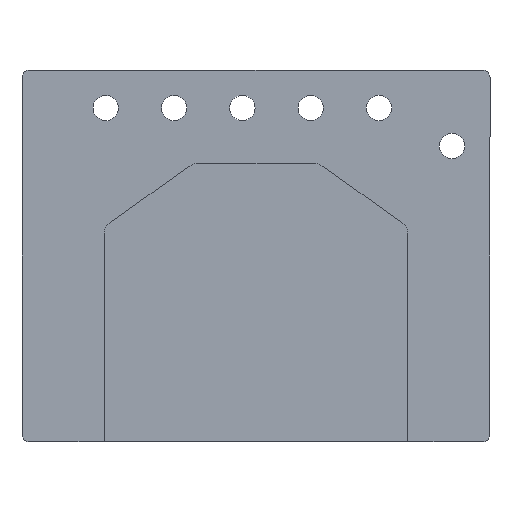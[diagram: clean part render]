
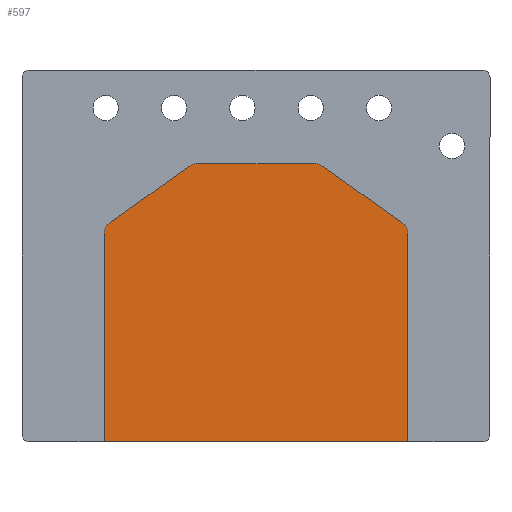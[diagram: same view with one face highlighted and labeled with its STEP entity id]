
A CAD part, front view. The second image highlights one B-rep face of the part: STEP entity #597.
In plain terms, the highlighted planar face has unit normal (0, -1, 0).
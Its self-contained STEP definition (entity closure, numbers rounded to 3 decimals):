
#46 = VERTEX_POINT ( 'NONE', #4069 ) ;
#281 = AXIS2_PLACEMENT_3D ( 'NONE', #7532, #5034, #3257 ) ;
#446 = DIRECTION ( 'NONE',  ( 0., 0., 1. ) ) ;
#499 = LINE ( 'NONE', #8223, #5004 ) ;
#597 = ADVANCED_FACE ( 'NONE', ( #2347 ), #9222, .F. ) ;
#678 = CIRCLE ( 'NONE', #4717, 0.5 ) ;
#801 = CARTESIAN_POINT ( 'NONE',  ( 5.791, -3.5, 1.3 ) ) ;
#1071 = ORIENTED_EDGE ( 'NONE', *, *, #6409, .T. ) ;
#1097 = VERTEX_POINT ( 'NONE', #10740 ) ;
#1151 = DIRECTION ( 'NONE',  ( -1., 0., 0. ) ) ;
#1204 = ORIENTED_EDGE ( 'NONE', *, *, #8757, .T. ) ;
#1210 = LINE ( 'NONE', #5627, #9295 ) ;
#1296 = AXIS2_PLACEMENT_3D ( 'NONE', #3080, #7414, #9841 ) ;
#1348 = ORIENTED_EDGE ( 'NONE', *, *, #4880, .T. ) ;
#1575 = DIRECTION ( 'NONE',  ( 0., 1., 0. ) ) ;
#1733 = CARTESIAN_POINT ( 'NONE',  ( -5.791, -3.5, 1.3 ) ) ;
#1824 = VECTOR ( 'NONE', #5845, 1000. ) ;
#2105 = ORIENTED_EDGE ( 'NONE', *, *, #4770, .T. ) ;
#2116 = EDGE_CURVE ( 'NONE', #9359, #8447, #678, .T. ) ;
#2347 = FACE_OUTER_BOUND ( 'NONE', #6885, .T. ) ;
#2502 = CARTESIAN_POINT ( 'NONE',  ( -6., -3.5, 1.15 ) ) ;
#2622 = VECTOR ( 'NONE', #3551, 1000. ) ;
#2650 = CARTESIAN_POINT ( 'NONE',  ( -6., -3.5, -7.35 ) ) ;
#3029 = ORIENTED_EDGE ( 'NONE', *, *, #5029, .T. ) ;
#3080 = CARTESIAN_POINT ( 'NONE',  ( -2.34, -3.5, 3.15 ) ) ;
#3257 = DIRECTION ( 'NONE',  ( 0., 0., 1. ) ) ;
#3551 = DIRECTION ( 'NONE',  ( 1., 0., 0. ) ) ;
#3693 = CARTESIAN_POINT ( 'NONE',  ( -2.5, -3.5, 3.65 ) ) ;
#3797 = LINE ( 'NONE', #3693, #9785 ) ;
#3920 = CARTESIAN_POINT ( 'NONE',  ( 2.63, -3.5, 3.557 ) ) ;
#3980 = DIRECTION ( 'NONE',  ( -0.814, 0., -0.581 ) ) ;
#4069 = CARTESIAN_POINT ( 'NONE',  ( -2.34, -3.5, 3.65 ) ) ;
#4173 = DIRECTION ( 'NONE',  ( 0., 0., 1. ) ) ;
#4232 = LINE ( 'NONE', #2502, #1824 ) ;
#4288 = VECTOR ( 'NONE', #3980, 1000. ) ;
#4525 = VERTEX_POINT ( 'NONE', #9475 ) ;
#4650 = CIRCLE ( 'NONE', #1296, 0.5 ) ;
#4717 = AXIS2_PLACEMENT_3D ( 'NONE', #6395, #5387, #9762 ) ;
#4770 = EDGE_CURVE ( 'NONE', #4525, #9359, #6546, .T. ) ;
#4880 = EDGE_CURVE ( 'NONE', #6103, #9678, #9243, .T. ) ;
#5004 = VECTOR ( 'NONE', #5568, 1000. ) ;
#5029 = EDGE_CURVE ( 'NONE', #46, #4525, #4650, .T. ) ;
#5034 = DIRECTION ( 'NONE',  ( 0., -1., 0. ) ) ;
#5109 = ORIENTED_EDGE ( 'NONE', *, *, #5520, .T. ) ;
#5359 = VERTEX_POINT ( 'NONE', #10209 ) ;
#5387 = DIRECTION ( 'NONE',  ( 0., -1., 0. ) ) ;
#5520 = EDGE_CURVE ( 'NONE', #9940, #1097, #8030, .T. ) ;
#5568 = DIRECTION ( 'NONE',  ( -0.814, 0., 0.581 ) ) ;
#5627 = CARTESIAN_POINT ( 'NONE',  ( 6., -3.5, 1.15 ) ) ;
#5845 = DIRECTION ( 'NONE',  ( 0., 0., -1. ) ) ;
#6034 = CARTESIAN_POINT ( 'NONE',  ( 6., -3.5, 0.893 ) ) ;
#6095 = DIRECTION ( 'NONE',  ( 0., 0., 1. ) ) ;
#6103 = VERTEX_POINT ( 'NONE', #6034 ) ;
#6263 = EDGE_CURVE ( 'NONE', #1097, #46, #3797, .T. ) ;
#6384 = CARTESIAN_POINT ( 'NONE',  ( -6., -3.5, 0.893 ) ) ;
#6395 = CARTESIAN_POINT ( 'NONE',  ( -5.5, -3.5, 0.893 ) ) ;
#6409 = EDGE_CURVE ( 'NONE', #9678, #9940, #499, .T. ) ;
#6524 = AXIS2_PLACEMENT_3D ( 'NONE', #6575, #1575, #4173 ) ;
#6546 = LINE ( 'NONE', #10690, #4288 ) ;
#6575 = CARTESIAN_POINT ( 'NONE',  ( 0., -3.5, 0. ) ) ;
#6610 = EDGE_CURVE ( 'NONE', #8447, #8284, #4232, .T. ) ;
#6760 = DIRECTION ( 'NONE',  ( 0., -1., 0. ) ) ;
#6885 = EDGE_LOOP ( 'NONE', ( #2105, #8558, #9633, #7985, #1204, #1348, #1071, #5109, #9029, #3029 ) ) ;
#7414 = DIRECTION ( 'NONE',  ( 0., -1., 0. ) ) ;
#7532 = CARTESIAN_POINT ( 'NONE',  ( 2.34, -3.5, 3.15 ) ) ;
#7806 = CARTESIAN_POINT ( 'NONE',  ( -6., -3.5, -7.35 ) ) ;
#7985 = ORIENTED_EDGE ( 'NONE', *, *, #10601, .T. ) ;
#8030 = CIRCLE ( 'NONE', #281, 0.5 ) ;
#8223 = CARTESIAN_POINT ( 'NONE',  ( 2.5, -3.5, 3.65 ) ) ;
#8284 = VERTEX_POINT ( 'NONE', #7806 ) ;
#8447 = VERTEX_POINT ( 'NONE', #6384 ) ;
#8558 = ORIENTED_EDGE ( 'NONE', *, *, #2116, .T. ) ;
#8690 = CARTESIAN_POINT ( 'NONE',  ( 5.5, -3.5, 0.893 ) ) ;
#8757 = EDGE_CURVE ( 'NONE', #5359, #6103, #1210, .T. ) ;
#9029 = ORIENTED_EDGE ( 'NONE', *, *, #6263, .T. ) ;
#9222 = PLANE ( 'NONE',  #6524 ) ;
#9243 = CIRCLE ( 'NONE', #9955, 0.5 ) ;
#9295 = VECTOR ( 'NONE', #446, 1000. ) ;
#9359 = VERTEX_POINT ( 'NONE', #1733 ) ;
#9475 = CARTESIAN_POINT ( 'NONE',  ( -2.63, -3.5, 3.557 ) ) ;
#9633 = ORIENTED_EDGE ( 'NONE', *, *, #6610, .T. ) ;
#9678 = VERTEX_POINT ( 'NONE', #801 ) ;
#9762 = DIRECTION ( 'NONE',  ( 0., 0., 1. ) ) ;
#9785 = VECTOR ( 'NONE', #1151, 1000. ) ;
#9841 = DIRECTION ( 'NONE',  ( 0., 0., 1. ) ) ;
#9940 = VERTEX_POINT ( 'NONE', #3920 ) ;
#9955 = AXIS2_PLACEMENT_3D ( 'NONE', #8690, #6760, #6095 ) ;
#10209 = CARTESIAN_POINT ( 'NONE',  ( 6., -3.5, -7.35 ) ) ;
#10264 = LINE ( 'NONE', #2650, #2622 ) ;
#10601 = EDGE_CURVE ( 'NONE', #8284, #5359, #10264, .T. ) ;
#10690 = CARTESIAN_POINT ( 'NONE',  ( -2.5, -3.5, 3.65 ) ) ;
#10740 = CARTESIAN_POINT ( 'NONE',  ( 2.34, -3.5, 3.65 ) ) ;
